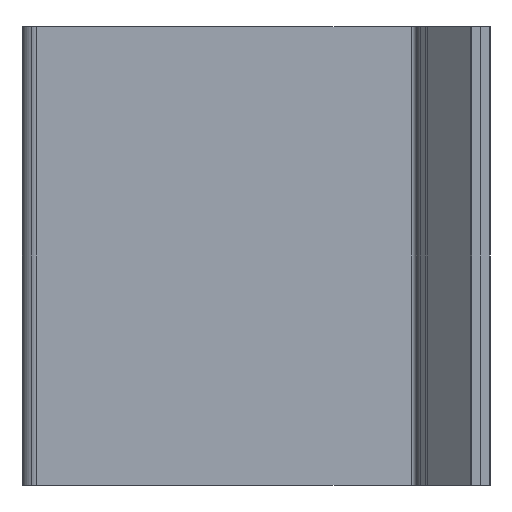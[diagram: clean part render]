
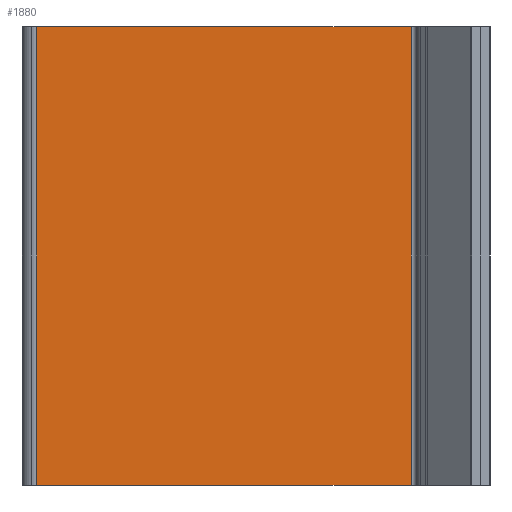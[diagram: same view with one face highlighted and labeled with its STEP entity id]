
A CAD part, left-side view. The second image highlights one B-rep face of the part: STEP entity #1880.
In plain terms, the highlighted planar face has unit normal (-1, 0, 0).
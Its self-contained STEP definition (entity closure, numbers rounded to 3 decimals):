
#7 = EDGE_CURVE ( 'NONE', #111, #1441, #1971, .T. ) ;
#23 = CARTESIAN_POINT ( 'NONE',  ( -176.5, 49., 50. ) ) ;
#68 = VERTEX_POINT ( 'NONE', #424 ) ;
#111 = VERTEX_POINT ( 'NONE', #484 ) ;
#174 = DIRECTION ( 'NONE',  ( 0., 0., 1. ) ) ;
#424 = CARTESIAN_POINT ( 'NONE',  ( -176.5, 7.6, 50. ) ) ;
#479 = CARTESIAN_POINT ( 'NONE',  ( -176.5, 7.6, 0. ) ) ;
#484 = CARTESIAN_POINT ( 'NONE',  ( -176.5, 48.4, 0. ) ) ;
#490 = CARTESIAN_POINT ( 'NONE',  ( -176.5, 7.6, 0. ) ) ;
#535 = DIRECTION ( 'NONE',  ( 0., -1., 0. ) ) ;
#563 = VECTOR ( 'NONE', #1295, 1000. ) ;
#640 = CARTESIAN_POINT ( 'NONE',  ( -176.5, 48.4, 50. ) ) ;
#651 = CARTESIAN_POINT ( 'NONE',  ( -176.5, 48.4, 50. ) ) ;
#725 = VECTOR ( 'NONE', #1081, 1000. ) ;
#751 = VERTEX_POINT ( 'NONE', #479 ) ;
#875 = PLANE ( 'NONE',  #1021 ) ;
#945 = VECTOR ( 'NONE', #1859, 1000. ) ;
#967 = EDGE_CURVE ( 'NONE', #1441, #68, #1517, .T. ) ;
#1021 = AXIS2_PLACEMENT_3D ( 'NONE', #23, #1508, #174 ) ;
#1081 = DIRECTION ( 'NONE',  ( 0., 0., 1. ) ) ;
#1295 = DIRECTION ( 'NONE',  ( 0., 0., -1. ) ) ;
#1351 = CARTESIAN_POINT ( 'NONE',  ( -176.5, 49., 50. ) ) ;
#1381 = LINE ( 'NONE', #1516, #945 ) ;
#1441 = VERTEX_POINT ( 'NONE', #651 ) ;
#1508 = DIRECTION ( 'NONE',  ( -1., 0., 0. ) ) ;
#1516 = CARTESIAN_POINT ( 'NONE',  ( -176.5, 49., 0. ) ) ;
#1517 = LINE ( 'NONE', #1351, #1567 ) ;
#1522 = FACE_OUTER_BOUND ( 'NONE', #1590, .T. ) ;
#1567 = VECTOR ( 'NONE', #535, 1000. ) ;
#1590 = EDGE_LOOP ( 'NONE', ( #1846, #1908, #1747, #1916 ) ) ;
#1747 = ORIENTED_EDGE ( 'NONE', *, *, #7, .F. ) ;
#1824 = EDGE_CURVE ( 'NONE', #68, #751, #1931, .T. ) ;
#1846 = ORIENTED_EDGE ( 'NONE', *, *, #1824, .F. ) ;
#1859 = DIRECTION ( 'NONE',  ( 0., 1., 0. ) ) ;
#1880 = ADVANCED_FACE ( 'NONE', ( #1522 ), #875, .T. ) ;
#1906 = EDGE_CURVE ( 'NONE', #751, #111, #1381, .T. ) ;
#1908 = ORIENTED_EDGE ( 'NONE', *, *, #967, .F. ) ;
#1916 = ORIENTED_EDGE ( 'NONE', *, *, #1906, .F. ) ;
#1931 = LINE ( 'NONE', #490, #563 ) ;
#1971 = LINE ( 'NONE', #640, #725 ) ;
